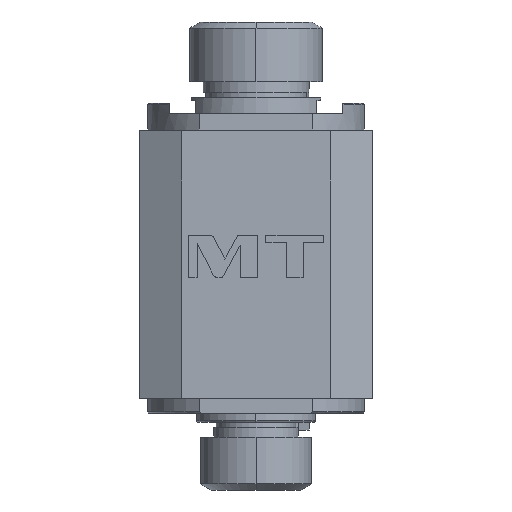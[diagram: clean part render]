
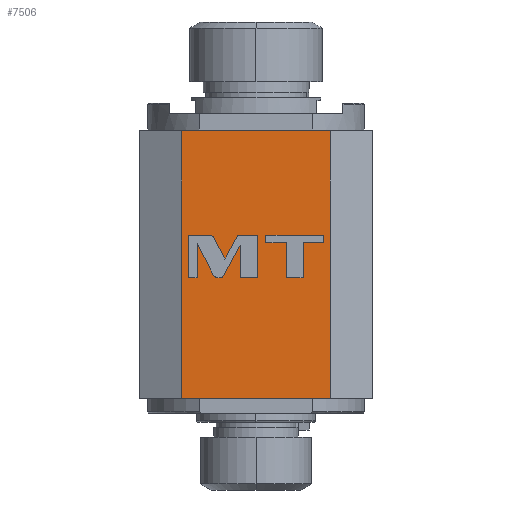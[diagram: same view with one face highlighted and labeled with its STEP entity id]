
A CAD part, left-side view. The second image highlights one B-rep face of the part: STEP entity #7506.
In plain terms, the highlighted planar face has unit normal (-1, 0, 0).
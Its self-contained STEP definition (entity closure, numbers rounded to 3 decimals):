
#1=DIRECTION('',(0.,0.,1.));
#2=VECTOR('',#1,101.);
#3=CARTESIAN_POINT('',(-102.,28.,-53.5));
#4=LINE('',#3,#2);
#5=DIRECTION('',(0.,-1.,0.));
#6=VECTOR('',#5,56.);
#7=CARTESIAN_POINT('',(-102.,28.,47.5));
#8=LINE('',#7,#6);
#9=DIRECTION('',(0.,0.,1.));
#10=VECTOR('',#9,101.);
#11=CARTESIAN_POINT('',(-102.,-28.,-53.5));
#12=LINE('',#11,#10);
#13=DIRECTION('',(0.,1.,0.));
#14=VECTOR('',#13,56.);
#15=CARTESIAN_POINT('',(-102.,-28.,-53.5));
#16=LINE('',#15,#14);
#17=CARTESIAN_POINT('',(-102.,15.816,6.958));
#18=CARTESIAN_POINT('',(-102.,16.148,7.601));
#19=CARTESIAN_POINT('',(-102.,16.804,8.));
#20=CARTESIAN_POINT('',(-102.,17.528,8.));
#22=DIRECTION('',(0.,1.,0.));
#23=VECTOR('',#22,8.043);
#24=CARTESIAN_POINT('',(-102.,17.528,8.));
#25=LINE('',#24,#23);
#26=DIRECTION('',(0.,0.,-1.));
#27=VECTOR('',#26,16.);
#28=CARTESIAN_POINT('',(-102.,25.571,8.));
#29=LINE('',#28,#27);
#30=DIRECTION('',(0.,-1.,0.));
#31=VECTOR('',#30,3.328);
#32=CARTESIAN_POINT('',(-102.,25.571,-8.));
#33=LINE('',#32,#31);
#34=DIRECTION('',(0.,0.,1.));
#35=VECTOR('',#34,12.962);
#36=CARTESIAN_POINT('',(-102.,22.243,-8.));
#37=LINE('',#36,#35);
#38=DIRECTION('',(0.,-0.459,-0.888));
#39=VECTOR('',#38,13.419);
#40=CARTESIAN_POINT('',(-102.,22.243,4.962));
#41=LINE('',#40,#39);
#42=CARTESIAN_POINT('',(-102.,16.08,-6.958));
#43=CARTESIAN_POINT('',(-102.,15.747,-7.601));
#44=CARTESIAN_POINT('',(-102.,15.091,-8.));
#45=CARTESIAN_POINT('',(-102.,14.367,-8.));
#47=DIRECTION('',(0.,-1.,0.));
#48=VECTOR('',#47,1.669);
#49=CARTESIAN_POINT('',(-102.,14.367,-8.));
#50=LINE('',#49,#48);
#51=DIRECTION('',(0.,-0.481,0.877));
#52=VECTOR('',#51,13.883);
#53=CARTESIAN_POINT('',(-102.,12.698,-8.));
#54=LINE('',#53,#52);
#55=DIRECTION('',(0.,0.,-1.));
#56=VECTOR('',#55,12.17);
#57=CARTESIAN_POINT('',(-102.,6.018,4.17));
#58=LINE('',#57,#56);
#59=DIRECTION('',(0.,-1.,0.));
#60=VECTOR('',#59,6.733);
#61=CARTESIAN_POINT('',(-102.,6.018,-8.));
#62=LINE('',#61,#60);
#63=DIRECTION('',(0.,0.,1.));
#64=VECTOR('',#63,16.);
#65=CARTESIAN_POINT('',(-102.,-0.715,-8.));
#66=LINE('',#65,#64);
#67=DIRECTION('',(0.,1.,0.));
#68=VECTOR('',#67,7.59);
#69=CARTESIAN_POINT('',(-102.,-0.715,8.));
#70=LINE('',#69,#68);
#71=DIRECTION('',(0.,0.481,-0.877));
#72=VECTOR('',#71,10.144);
#73=CARTESIAN_POINT('',(-102.,6.875,8.));
#74=LINE('',#73,#72);
#75=DIRECTION('',(0.,0.459,0.888));
#76=VECTOR('',#75,8.838);
#77=CARTESIAN_POINT('',(-102.,11.756,-0.893));
#78=LINE('',#77,#76);
#79=DIRECTION('',(0.,0.,-1.));
#80=VECTOR('',#79,13.275);
#81=CARTESIAN_POINT('',(-102.,-11.475,5.275));
#82=LINE('',#81,#80);
#83=DIRECTION('',(0.,-1.,0.));
#84=VECTOR('',#83,6.337);
#85=CARTESIAN_POINT('',(-102.,-11.475,-8.));
#86=LINE('',#85,#84);
#87=DIRECTION('',(0.,0.,1.));
#88=VECTOR('',#87,13.275);
#89=CARTESIAN_POINT('',(-102.,-17.812,-8.));
#90=LINE('',#89,#88);
#91=DIRECTION('',(0.,-1.,0.));
#92=VECTOR('',#91,7.757);
#93=CARTESIAN_POINT('',(-102.,-17.812,5.275));
#94=LINE('',#93,#92);
#95=DIRECTION('',(0.,0.,1.));
#96=VECTOR('',#95,2.725);
#97=CARTESIAN_POINT('',(-102.,-25.569,5.275));
#98=LINE('',#97,#96);
#99=DIRECTION('',(0.,1.,0.));
#100=VECTOR('',#99,21.851);
#101=CARTESIAN_POINT('',(-102.,-25.569,8.));
#102=LINE('',#101,#100);
#103=DIRECTION('',(0.,0.,-1.));
#104=VECTOR('',#103,2.725);
#105=CARTESIAN_POINT('',(-102.,-3.718,8.));
#106=LINE('',#105,#104);
#107=DIRECTION('',(0.,-1.,0.));
#108=VECTOR('',#107,7.757);
#109=CARTESIAN_POINT('',(-102.,-3.718,5.275));
#110=LINE('',#109,#108);
#6191=CARTESIAN_POINT('',(-102.,28.,-53.5));
#6192=CARTESIAN_POINT('',(-102.,28.,47.5));
#6193=VERTEX_POINT('',#6191);
#6194=VERTEX_POINT('',#6192);
#6195=CARTESIAN_POINT('',(-102.,-28.,-53.5));
#6196=CARTESIAN_POINT('',(-102.,-28.,47.5));
#6197=VERTEX_POINT('',#6195);
#6198=VERTEX_POINT('',#6196);
#7398=VERTEX_POINT('',#17);
#7399=VERTEX_POINT('',#20);
#7400=CARTESIAN_POINT('',(-102.,25.571,8.));
#7401=VERTEX_POINT('',#7400);
#7402=CARTESIAN_POINT('',(-102.,25.571,-8.));
#7403=VERTEX_POINT('',#7402);
#7404=CARTESIAN_POINT('',(-102.,22.243,-8.));
#7405=VERTEX_POINT('',#7404);
#7406=CARTESIAN_POINT('',(-102.,22.243,4.962));
#7407=VERTEX_POINT('',#7406);
#7408=CARTESIAN_POINT('',(-102.,16.08,-6.958));
#7409=VERTEX_POINT('',#7408);
#7410=VERTEX_POINT('',#45);
#7411=CARTESIAN_POINT('',(-102.,12.698,-8.));
#7412=VERTEX_POINT('',#7411);
#7413=CARTESIAN_POINT('',(-102.,6.018,4.17));
#7414=VERTEX_POINT('',#7413);
#7415=CARTESIAN_POINT('',(-102.,6.018,-8.));
#7416=VERTEX_POINT('',#7415);
#7417=CARTESIAN_POINT('',(-102.,-0.715,-8.));
#7418=VERTEX_POINT('',#7417);
#7419=CARTESIAN_POINT('',(-102.,-0.715,8.));
#7420=VERTEX_POINT('',#7419);
#7421=CARTESIAN_POINT('',(-102.,6.875,8.));
#7422=VERTEX_POINT('',#7421);
#7423=CARTESIAN_POINT('',(-102.,11.756,-0.893));
#7424=VERTEX_POINT('',#7423);
#7425=CARTESIAN_POINT('',(-102.,-11.475,5.275));
#7426=CARTESIAN_POINT('',(-102.,-11.475,-8.));
#7427=VERTEX_POINT('',#7425);
#7428=VERTEX_POINT('',#7426);
#7429=CARTESIAN_POINT('',(-102.,-17.812,-8.));
#7430=VERTEX_POINT('',#7429);
#7431=CARTESIAN_POINT('',(-102.,-17.812,5.275));
#7432=VERTEX_POINT('',#7431);
#7433=CARTESIAN_POINT('',(-102.,-25.569,5.275));
#7434=VERTEX_POINT('',#7433);
#7435=CARTESIAN_POINT('',(-102.,-25.569,8.));
#7436=VERTEX_POINT('',#7435);
#7437=CARTESIAN_POINT('',(-102.,-3.718,8.));
#7438=VERTEX_POINT('',#7437);
#7439=CARTESIAN_POINT('',(-102.,-3.718,5.275));
#7440=VERTEX_POINT('',#7439);
#7441=CARTESIAN_POINT('',(-102.,0.,0.));
#7442=DIRECTION('',(1.,0.,0.));
#7443=DIRECTION('',(0.,1.,0.));
#7444=AXIS2_PLACEMENT_3D('',#7441,#7442,#7443);
#7445=PLANE('',#7444);
#7447=ORIENTED_EDGE('',*,*,#7446,.T.);
#7449=ORIENTED_EDGE('',*,*,#7448,.T.);
#7451=ORIENTED_EDGE('',*,*,#7450,.F.);
#7453=ORIENTED_EDGE('',*,*,#7452,.T.);
#7454=EDGE_LOOP('',(#7447,#7449,#7451,#7453));
#7455=FACE_OUTER_BOUND('',#7454,.F.);
#7457=ORIENTED_EDGE('',*,*,#7456,.T.);
#7459=ORIENTED_EDGE('',*,*,#7458,.T.);
#7461=ORIENTED_EDGE('',*,*,#7460,.T.);
#7463=ORIENTED_EDGE('',*,*,#7462,.T.);
#7465=ORIENTED_EDGE('',*,*,#7464,.T.);
#7467=ORIENTED_EDGE('',*,*,#7466,.T.);
#7469=ORIENTED_EDGE('',*,*,#7468,.T.);
#7471=ORIENTED_EDGE('',*,*,#7470,.T.);
#7473=ORIENTED_EDGE('',*,*,#7472,.T.);
#7475=ORIENTED_EDGE('',*,*,#7474,.T.);
#7477=ORIENTED_EDGE('',*,*,#7476,.T.);
#7479=ORIENTED_EDGE('',*,*,#7478,.T.);
#7481=ORIENTED_EDGE('',*,*,#7480,.T.);
#7483=ORIENTED_EDGE('',*,*,#7482,.T.);
#7485=ORIENTED_EDGE('',*,*,#7484,.T.);
#7486=EDGE_LOOP('',(#7457,#7459,#7461,#7463,#7465,#7467,#7469,#7471,#7473,#7475,
#7477,#7479,#7481,#7483,#7485));
#7487=FACE_BOUND('',#7486,.F.);
#7489=ORIENTED_EDGE('',*,*,#7488,.T.);
#7491=ORIENTED_EDGE('',*,*,#7490,.T.);
#7493=ORIENTED_EDGE('',*,*,#7492,.T.);
#7495=ORIENTED_EDGE('',*,*,#7494,.T.);
#7497=ORIENTED_EDGE('',*,*,#7496,.T.);
#7499=ORIENTED_EDGE('',*,*,#7498,.T.);
#7501=ORIENTED_EDGE('',*,*,#7500,.T.);
#7503=ORIENTED_EDGE('',*,*,#7502,.T.);
#7504=EDGE_LOOP('',(#7489,#7491,#7493,#7495,#7497,#7499,#7501,#7503));
#7505=FACE_BOUND('',#7504,.F.);
#7506=ADVANCED_FACE('',(#7455,#7487,#7505),#7445,.F.);
#21=B_SPLINE_CURVE_WITH_KNOTS('',3,(#17,#18,#19,#20),.UNSPECIFIED.,.F.,.F.,(4,
4),(0.,1.),.UNSPECIFIED.);
#46=B_SPLINE_CURVE_WITH_KNOTS('',3,(#42,#43,#44,#45),.UNSPECIFIED.,.F.,.F.,(4,
4),(0.,1.),.UNSPECIFIED.);
#7446=EDGE_CURVE('',#6193,#6194,#4,.T.);
#7448=EDGE_CURVE('',#6194,#6198,#8,.T.);
#7450=EDGE_CURVE('',#6197,#6198,#12,.T.);
#7452=EDGE_CURVE('',#6197,#6193,#16,.T.);
#7456=EDGE_CURVE('',#7398,#7399,#21,.T.);
#7458=EDGE_CURVE('',#7399,#7401,#25,.T.);
#7460=EDGE_CURVE('',#7401,#7403,#29,.T.);
#7462=EDGE_CURVE('',#7403,#7405,#33,.T.);
#7464=EDGE_CURVE('',#7405,#7407,#37,.T.);
#7466=EDGE_CURVE('',#7407,#7409,#41,.T.);
#7468=EDGE_CURVE('',#7409,#7410,#46,.T.);
#7470=EDGE_CURVE('',#7410,#7412,#50,.T.);
#7472=EDGE_CURVE('',#7412,#7414,#54,.T.);
#7474=EDGE_CURVE('',#7414,#7416,#58,.T.);
#7476=EDGE_CURVE('',#7416,#7418,#62,.T.);
#7478=EDGE_CURVE('',#7418,#7420,#66,.T.);
#7480=EDGE_CURVE('',#7420,#7422,#70,.T.);
#7482=EDGE_CURVE('',#7422,#7424,#74,.T.);
#7484=EDGE_CURVE('',#7424,#7398,#78,.T.);
#7488=EDGE_CURVE('',#7427,#7428,#82,.T.);
#7490=EDGE_CURVE('',#7428,#7430,#86,.T.);
#7492=EDGE_CURVE('',#7430,#7432,#90,.T.);
#7494=EDGE_CURVE('',#7432,#7434,#94,.T.);
#7496=EDGE_CURVE('',#7434,#7436,#98,.T.);
#7498=EDGE_CURVE('',#7436,#7438,#102,.T.);
#7500=EDGE_CURVE('',#7438,#7440,#106,.T.);
#7502=EDGE_CURVE('',#7440,#7427,#110,.T.);
